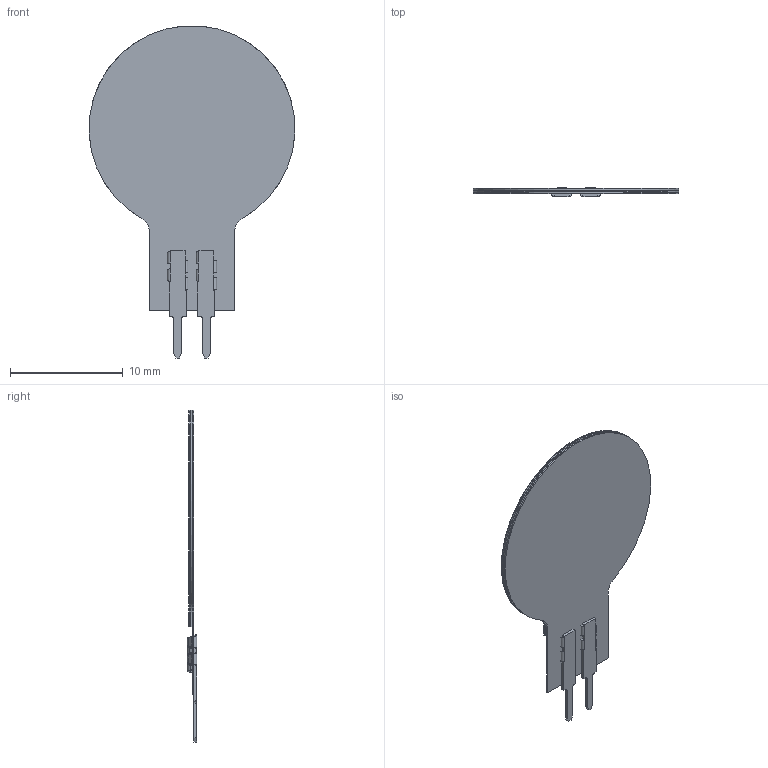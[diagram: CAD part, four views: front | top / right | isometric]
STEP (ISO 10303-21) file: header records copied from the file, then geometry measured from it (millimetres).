
FILE_DESCRIPTION (( 'STEP AP203' ), '1' );
FILE_NAME ('30-00015-FSR 402 Short Tail.STEP', '2012-09-27T23:32:18', ( '' ), ( '' ), 'SwSTEP 2.0', 'SolidWorks 2008', '' );
FILE_SCHEMA (( 'CONFIG_CONTROL_DESIGN' ));
Length unit declared in the file: millimetre
Products named in the file (8): 30-00015-FSR 402 Short Tail; Short Tail-Rear Adhesive; Short Tail-Semi Substrate; Short Tail-Semi; Short Tail-Spacer; Short Tail-Conductor; Short Tail-Conductor Substrate; SolderTab
Assembly tree (8 placements, depth 2):
  30-00015-FSR 402 Short Tail
    Short Tail-Conductor
    SolderTab  x2
    Short Tail-Rear Adhesive
    Short Tail-Conductor Substrate
    Short Tail-Spacer
    Short Tail-Semi
    Short Tail-Semi Substrate
Bounding box: 18.27 x 0.85 x 29.48 mm (x, y, z)
Volume: 117.3 mm3; surface area: 2839.7 mm2
Topology: 28 solids, 28 shells, 543 faces, 1333 edges, 846 vertices
Faces by surface type: plane 362, cylinder 104, bspline 77
Entity records: 16796 total; most frequent: CARTESIAN_POINT 5726, ORIENTED_EDGE 2224, DIRECTION 1854, EDGE_CURVE 1112, LINE 838, VECTOR 838, VERTEX_POINT 720, AXIS2_PLACEMENT_3D 508
